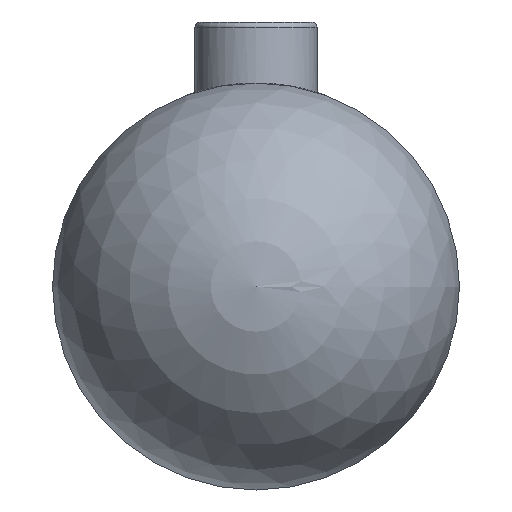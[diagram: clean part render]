
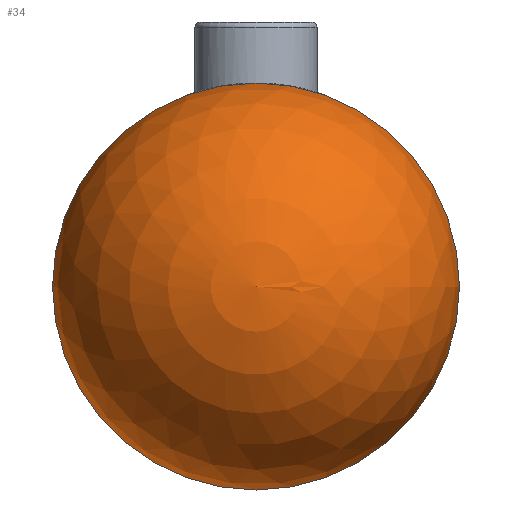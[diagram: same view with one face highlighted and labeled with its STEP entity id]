
A CAD part, front view. The second image highlights one B-rep face of the part: STEP entity #34.
In plain terms, the highlighted spherical face has radius 10 mm.
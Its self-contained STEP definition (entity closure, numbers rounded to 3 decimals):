
#33 = EDGE_CURVE ( 'NONE', #392, #383, #83, .T. ) ;
#34 = ADVANCED_FACE ( 'NONE', ( #209 ), #225, .T. ) ;
#39 = EDGE_CURVE ( 'NONE', #383, #392, #90, .T. ) ;
#77 = AXIS2_PLACEMENT_3D ( 'NONE', #223, #221, #219 ) ;
#82 = AXIS2_PLACEMENT_3D ( 'NONE', #207, #234, #199 ) ;
#83 = CIRCLE ( 'NONE', #77, 10. ) ;
#89 = AXIS2_PLACEMENT_3D ( 'NONE', #210, #211, #212 ) ;
#90 = CIRCLE ( 'NONE', #89, 10. ) ;
#199 = DIRECTION ( 'NONE',  ( 1., 0., 0. ) ) ;
#207 = CARTESIAN_POINT ( 'NONE',  ( 0., 10., 0. ) ) ;
#209 = FACE_OUTER_BOUND ( 'NONE', #393, .T. ) ;
#210 = CARTESIAN_POINT ( 'NONE',  ( 0., 10., 0. ) ) ;
#211 = DIRECTION ( 'NONE',  ( 0., 1., 0. ) ) ;
#212 = DIRECTION ( 'NONE',  ( 0., 0., -1. ) ) ;
#219 = DIRECTION ( 'NONE',  ( 0., 0., -1. ) ) ;
#221 = DIRECTION ( 'NONE',  ( 0., 1., 0. ) ) ;
#223 = CARTESIAN_POINT ( 'NONE',  ( 0., 10., 0. ) ) ;
#225 = SPHERICAL_SURFACE ( 'NONE', #82, 10. ) ;
#234 = DIRECTION ( 'NONE',  ( 0., 1., 0. ) ) ;
#319 = ORIENTED_EDGE ( 'NONE', *, *, #33, .F. ) ;
#324 = CARTESIAN_POINT ( 'NONE',  ( 0., 10., -10. ) ) ;
#342 = CARTESIAN_POINT ( 'NONE',  ( 0., 10., 10. ) ) ;
#383 = VERTEX_POINT ( 'NONE', #342 ) ;
#392 = VERTEX_POINT ( 'NONE', #324 ) ;
#393 = EDGE_LOOP ( 'NONE', ( #319, #423 ) ) ;
#423 = ORIENTED_EDGE ( 'NONE', *, *, #39, .F. ) ;
